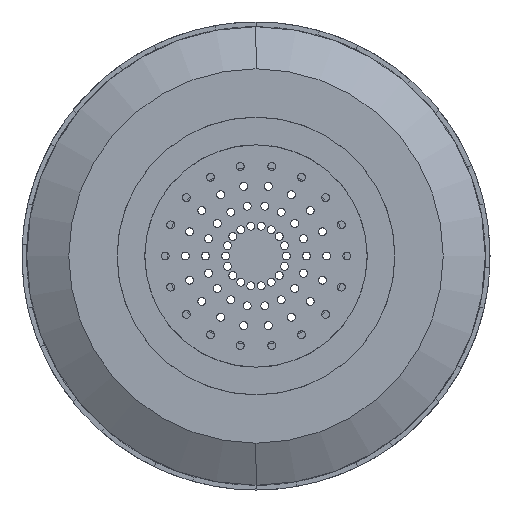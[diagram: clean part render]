
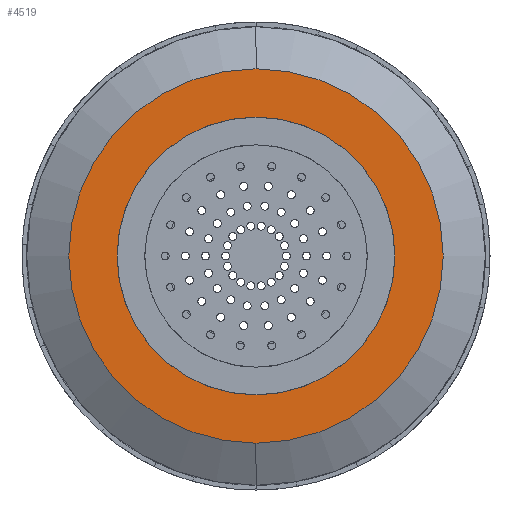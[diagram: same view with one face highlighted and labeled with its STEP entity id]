
A CAD part, left-side view. The second image highlights one B-rep face of the part: STEP entity #4519.
In plain terms, the highlighted planar face has unit normal (-1, 0, 0).
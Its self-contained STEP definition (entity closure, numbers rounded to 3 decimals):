
#4519=ADVANCED_FACE('',(#10601,#10602),#10603,.T.);
#10601=FACE_BOUND('',#18381,.T.);
#10602=FACE_OUTER_BOUND('',#18382,.T.);
#10603=PLANE('',#18383);
#18381=EDGE_LOOP('',(#32908,#32909));
#18382=EDGE_LOOP('',(#32910,#32911));
#18383=AXIS2_PLACEMENT_3D('',#32912,#32913,#32914);
#32908=ORIENTED_EDGE('',*,*,#52840,.F.);
#32909=ORIENTED_EDGE('',*,*,#52835,.F.);
#32910=ORIENTED_EDGE('',*,*,#52762,.T.);
#32911=ORIENTED_EDGE('',*,*,#53021,.T.);
#32912=CARTESIAN_POINT('',(-49.291,0.0,24.213));
#32913=DIRECTION('',(-1.0,0.0,0.0));
#32914=DIRECTION('',(0.0,-0.0,1.0));
#52762=EDGE_CURVE('',#65955,#65959,#65961,.T.);
#52835=EDGE_CURVE('',#66100,#66096,#66102,.T.);
#52840=EDGE_CURVE('',#66096,#66100,#66107,.T.);
#53021=EDGE_CURVE('',#65959,#65955,#66342,.T.);
#65955=VERTEX_POINT('',#91946);
#65959=VERTEX_POINT('',#91951);
#65961=CIRCLE('',#91954,27.8);
#66096=VERTEX_POINT('',#92123);
#66100=VERTEX_POINT('',#92128);
#66102=CIRCLE('',#92131,20.625);
#66107=CIRCLE('',#92136,20.625);
#66342=CIRCLE('',#92455,27.8);
#91946=CARTESIAN_POINT('',(-49.291,0.0,27.8));
#91951=CARTESIAN_POINT('',(-49.291,0.,-27.8));
#91954=AXIS2_PLACEMENT_3D('',#109748,#109749,#109750);
#92123=CARTESIAN_POINT('',(-49.291,0.0,20.625));
#92128=CARTESIAN_POINT('',(-49.291,0.,-20.625));
#92131=AXIS2_PLACEMENT_3D('',#109883,#109884,#109885);
#92136=AXIS2_PLACEMENT_3D('',#109892,#109893,#109894);
#92455=AXIS2_PLACEMENT_3D('',#110081,#110082,#110083);
#109748=CARTESIAN_POINT('',(-49.291,0.0,0.0));
#109749=DIRECTION('',(-1.0,0.0,0.0));
#109750=DIRECTION('',(0.0,-0.0,1.0));
#109883=CARTESIAN_POINT('',(-49.291,0.0,0.0));
#109884=DIRECTION('',(-1.0,0.0,0.0));
#109885=DIRECTION('',(0.0,-0.0,1.0));
#109892=CARTESIAN_POINT('',(-49.291,0.0,0.0));
#109893=DIRECTION('',(-1.0,0.0,0.0));
#109894=DIRECTION('',(0.0,-0.0,1.0));
#110081=CARTESIAN_POINT('',(-49.291,0.0,0.0));
#110082=DIRECTION('',(-1.0,0.0,0.0));
#110083=DIRECTION('',(0.0,-0.0,1.0));
